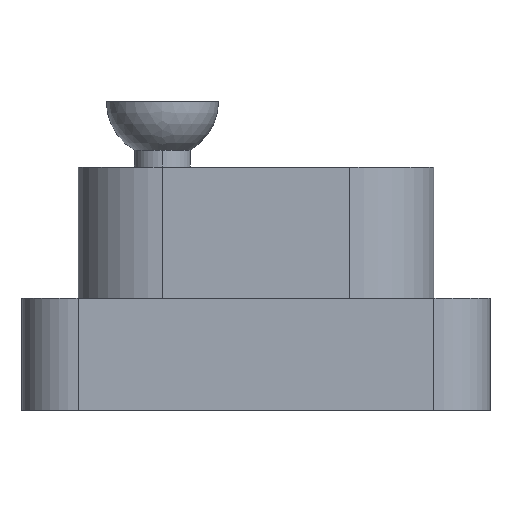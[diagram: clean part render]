
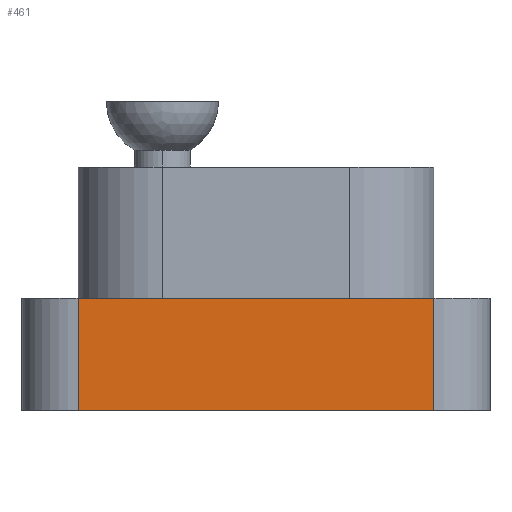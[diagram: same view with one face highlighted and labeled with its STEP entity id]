
A CAD part, left-side view. The second image highlights one B-rep face of the part: STEP entity #461.
In plain terms, the highlighted planar face has unit normal (-1, 0, 0).
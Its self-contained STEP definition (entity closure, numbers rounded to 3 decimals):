
#18 = LINE ( 'NONE', #620, #1094 ) ;
#36 = CARTESIAN_POINT ( 'NONE',  ( 0., 22., 6. ) ) ;
#37 = EDGE_CURVE ( 'NONE', #522, #1011, #135, .T. ) ;
#45 = ORIENTED_EDGE ( 'NONE', *, *, #37, .T. ) ;
#80 = LINE ( 'NONE', #377, #338 ) ;
#110 = AXIS2_PLACEMENT_3D ( 'NONE', #693, #579, #1092 ) ;
#124 = DIRECTION ( 'NONE',  ( 0., -1., 0. ) ) ;
#135 = LINE ( 'NONE', #36, #907 ) ;
#289 = CARTESIAN_POINT ( 'NONE',  ( 0., 22., 6. ) ) ;
#294 = PLANE ( 'NONE',  #110 ) ;
#338 = VECTOR ( 'NONE', #783, 1000. ) ;
#349 = VERTEX_POINT ( 'NONE', #403 ) ;
#377 = CARTESIAN_POINT ( 'NONE',  ( 0., 3., 6. ) ) ;
#382 = VECTOR ( 'NONE', #1147, 1000. ) ;
#385 = EDGE_CURVE ( 'NONE', #522, #349, #18, .T. ) ;
#397 = CARTESIAN_POINT ( 'NONE',  ( 0., 22., 0. ) ) ;
#403 = CARTESIAN_POINT ( 'NONE',  ( 0., 3., 6. ) ) ;
#432 = LINE ( 'NONE', #860, #382 ) ;
#439 = DIRECTION ( 'NONE',  ( 0., 0., -1. ) ) ;
#461 = ADVANCED_FACE ( 'NONE', ( #883 ), #294, .F. ) ;
#522 = VERTEX_POINT ( 'NONE', #289 ) ;
#553 = EDGE_CURVE ( 'NONE', #611, #349, #80, .T. ) ;
#567 = ORIENTED_EDGE ( 'NONE', *, *, #553, .T. ) ;
#579 = DIRECTION ( 'NONE',  ( 1., 0., 0. ) ) ;
#611 = VERTEX_POINT ( 'NONE', #734 ) ;
#619 = ORIENTED_EDGE ( 'NONE', *, *, #1140, .T. ) ;
#620 = CARTESIAN_POINT ( 'NONE',  ( 0., 0., 6. ) ) ;
#674 = EDGE_LOOP ( 'NONE', ( #619, #567, #1166, #45 ) ) ;
#693 = CARTESIAN_POINT ( 'NONE',  ( 0., 0., 6. ) ) ;
#734 = CARTESIAN_POINT ( 'NONE',  ( 0., 3., 0. ) ) ;
#783 = DIRECTION ( 'NONE',  ( 0., 0., 1. ) ) ;
#860 = CARTESIAN_POINT ( 'NONE',  ( 0., 0., 0. ) ) ;
#883 = FACE_OUTER_BOUND ( 'NONE', #674, .T. ) ;
#907 = VECTOR ( 'NONE', #439, 1000. ) ;
#1011 = VERTEX_POINT ( 'NONE', #397 ) ;
#1092 = DIRECTION ( 'NONE',  ( 0., 1., 0. ) ) ;
#1094 = VECTOR ( 'NONE', #124, 1000. ) ;
#1140 = EDGE_CURVE ( 'NONE', #1011, #611, #432, .T. ) ;
#1147 = DIRECTION ( 'NONE',  ( 0., -1., 0. ) ) ;
#1166 = ORIENTED_EDGE ( 'NONE', *, *, #385, .F. ) ;
